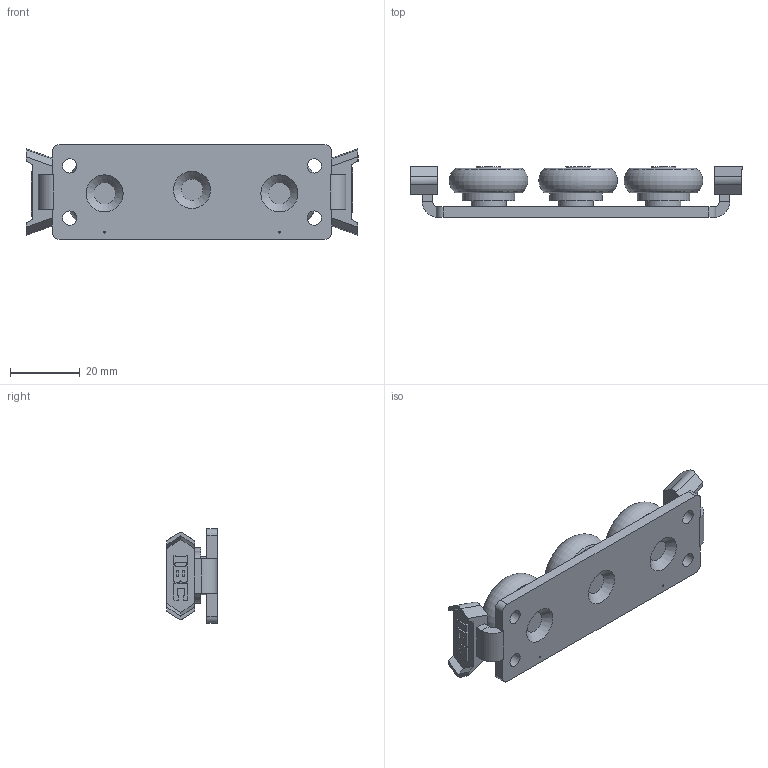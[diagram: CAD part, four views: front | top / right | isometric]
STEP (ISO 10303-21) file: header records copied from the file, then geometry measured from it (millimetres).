
FILE_DESCRIPTION((''),'2;1');
FILE_NAME('S-CB 30-21.2RS.AX.stp','2021-02-05T08:44:26',('USpaeth'),(''),'Autodesk Inventor 2012','Autodesk Inventor 2012','');
FILE_SCHEMA(('AUTOMOTIVE_DESIGN { 1 0 10303 214 1 1 1 1 }'));
Length unit declared in the file: millimetre
Products named in the file (5): D-S-CB 30-21.2RS.AX; # LL.S-CB 30-21; + ABS X30; S-CBXS 22-30.2RS; S-CBXE 22-30.2RS
Assembly tree (6 placements, depth 2):
  D-S-CB 30-21.2RS.AX
    # LL.S-CB 30-21
    + ABS X30  x2
    S-CBXS 22-30.2RS  x2
    S-CBXE 22-30.2RS
Bounding box: 95 x 14.5 x 27 mm (x, y, z)
Volume: 17507 mm3; surface area: 11388.6 mm2
Topology: 6 solids, 6 shells, 248 faces, 625 edges, 411 vertices
Faces by surface type: plane 172, cylinder 62, torus 9, cone 5
Full cylindrical faces by diameter (mm): 0.5 x2, 4.134 x4, 7 x3, 10 x6, 15 x3
Entity records: 4762 total; most frequent: DIRECTION 811, CARTESIAN_POINT 793, ORIENTED_EDGE 734, EDGE_CURVE 367, AXIS2_PLACEMENT_3D 272, VECTOR 267, LINE 267, VERTEX_POINT 254
